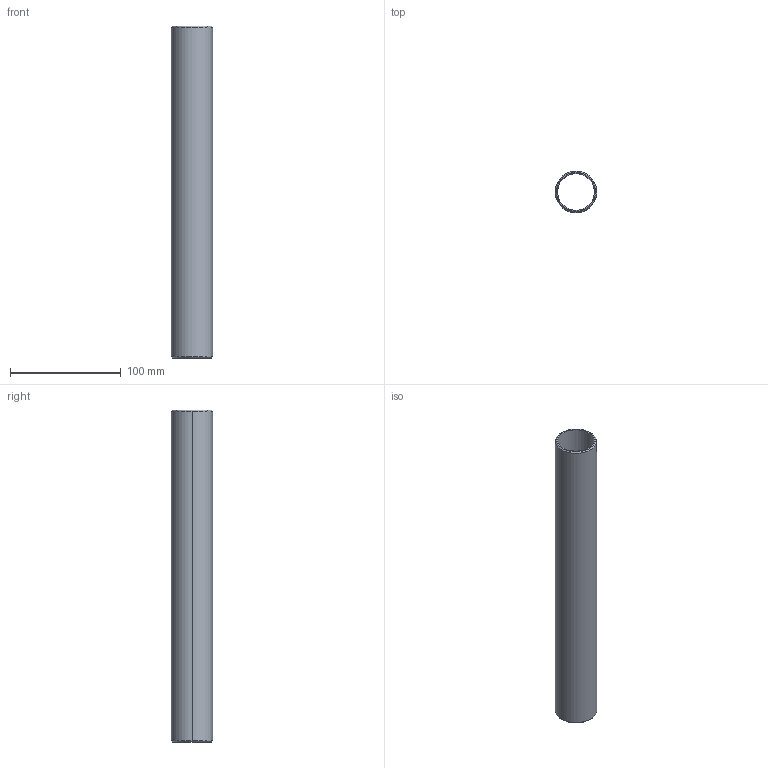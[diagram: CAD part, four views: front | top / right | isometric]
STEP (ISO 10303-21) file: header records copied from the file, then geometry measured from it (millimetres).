
FILE_DESCRIPTION (( 'STEP AP203' ), '1' );
FILE_NAME ('50104-240-25-300.step', '2019-07-10T10:01:08', ( '' ), ( '' ), 'SwSTEP 2.0', 'SolidWorks 2015', '' );
FILE_SCHEMA (( 'CONFIG_CONTROL_DESIGN' ));
Length unit declared in the file: millimetre
Products named in the file (1): 50104-240-25-300
Bounding box: 37.4 x 37.4 x 300 mm (x, y, z)
Volume: 66611.2 mm3; surface area: 67045 mm2
Topology: 1 solids, 1 shells, 321 faces, 882 edges, 576 vertices
Faces by surface type: bspline 135, plane 127, cylinder 55, cone 4
Entity records: 16115 total; most frequent: CARTESIAN_POINT 8885, ORIENTED_EDGE 1764, DIRECTION 1032, EDGE_CURVE 882, VERTEX_POINT 576, LINE 422, VECTOR 422, EDGE_LOOP 336
